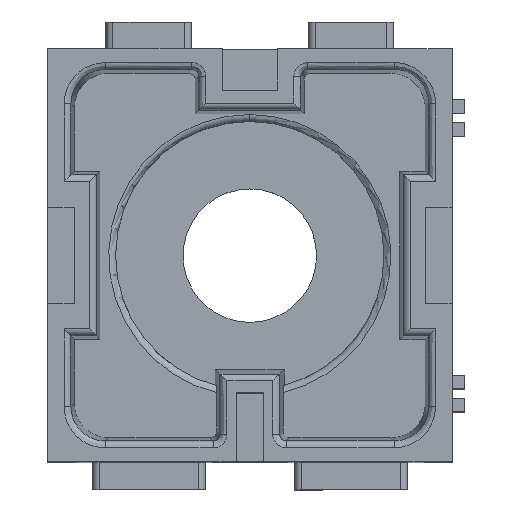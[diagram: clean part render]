
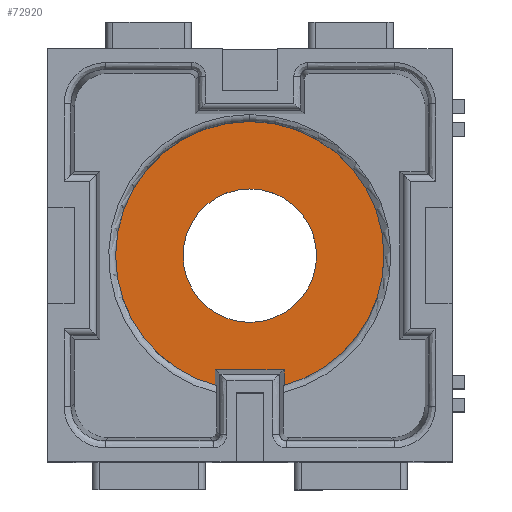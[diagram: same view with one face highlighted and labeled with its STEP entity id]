
A CAD part, top view. The second image highlights one B-rep face of the part: STEP entity #72920.
In plain terms, the highlighted face is planar.
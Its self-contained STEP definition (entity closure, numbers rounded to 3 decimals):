
#20870=CARTESIAN_POINT('',(38.848,63.257,-26.424)
);
#20880=VERTEX_POINT('',#20870);
#20910=CARTESIAN_POINT('',(38.848,63.257,-4.559)
);
#20920=DIRECTION('',(0.,0.,-1.));
#20930=VECTOR('',#20920,1.);
#20940=LINE('',#20910,#20930);
#20950=CARTESIAN_POINT('',(38.848,63.257,-25.3)
);
#20960=VERTEX_POINT('',#20950);
#20970=EDGE_CURVE('',#20960,#20880,#20940,.T.);
#42310=CARTESIAN_POINT('',(43.848,63.257,-25.3)
);
#42320=VERTEX_POINT('',#42310);
#42370=CARTESIAN_POINT('',(43.848,63.257,-4.559)
);
#42380=DIRECTION('',(0.,0.,1.));
#42390=VECTOR('',#42380,1.);
#42400=LINE('',#42370,#42390);
#42410=CARTESIAN_POINT('',(43.848,63.257,-26.424)
);
#42420=VERTEX_POINT('',#42410);
#42430=EDGE_CURVE('',#42420,#42320,#42400,.T.);
#67900=CARTESIAN_POINT('',(36.498,63.257,-17.)
);
#67910=VERTEX_POINT('',#67900);
#67940=CARTESIAN_POINT('',(41.348,63.257,-17.)
);
#67950=DIRECTION('',(0.,1.,0.));
#67960=DIRECTION('',(1.,0.,0.));
#67970=AXIS2_PLACEMENT_3D('',#67940,#67950,#67960);
#67980=CIRCLE('',#67970,4.85);
#67990=CARTESIAN_POINT('',(46.198,63.257,-17.)
);
#68000=VERTEX_POINT('',#67990);
#68010=EDGE_CURVE('',#67910,#68000,#67980,.T.);
#72570=CARTESIAN_POINT('',(34.458,63.257,
-11.104));
#72580=DIRECTION('',(0.,-1.,0.));
#72590=DIRECTION('',(1.,0.,0.));
#72600=AXIS2_PLACEMENT_3D('',#72570,#72580,#72590);
#72610=PLANE('',#72600);
#72620=EDGE_CURVE('',#68000,#67910,#67980,.T.);
#72630=ORIENTED_EDGE('',*,*,#72620,.T.);
#72640=ORIENTED_EDGE('',*,*,#68010,.T.);
#72650=EDGE_LOOP('',(#72640,#72630));
#72660=FACE_BOUND('',#72650,.T.);
#72670=CARTESIAN_POINT('',(41.348,63.257,-17.));
#72680=DIRECTION('',(0.,-1.,0.));
#72690=DIRECTION('',(1.,0.,0.));
#72700=AXIS2_PLACEMENT_3D('',#72670,#72680,#72690);
#72710=CIRCLE('',#72700,9.75);
#72720=CARTESIAN_POINT('',(31.598,63.257,-17.));
#72730=VERTEX_POINT('',#72720);
#72740=EDGE_CURVE('',#72730,#20880,#72710,.T.);
#72750=ORIENTED_EDGE('',*,*,#72740,.T.);
#72760=CARTESIAN_POINT('',(51.098,63.257,-17.));
#72770=VERTEX_POINT('',#72760);
#72780=EDGE_CURVE('',#72770,#72730,#72710,.T.);
#72790=ORIENTED_EDGE('',*,*,#72780,.T.);
#72800=EDGE_CURVE('',#42420,#72770,#72710,.T.);
#72810=ORIENTED_EDGE('',*,*,#72800,.T.);
#72820=ORIENTED_EDGE('',*,*,#42430,.F.);
#72830=CARTESIAN_POINT('',(27.154,63.257,
-25.3));
#72840=DIRECTION('',(-1.,0.,0.));
#72850=VECTOR('',#72840,1.);
#72860=LINE('',#72830,#72850);
#72870=EDGE_CURVE('',#42320,#20960,#72860,.T.);
#72880=ORIENTED_EDGE('',*,*,#72870,.F.);
#72890=ORIENTED_EDGE('',*,*,#20970,.F.);
#72900=EDGE_LOOP('',(#72890,#72880,#72820,#72810,#72790,#72750));
#72910=FACE_OUTER_BOUND('',#72900,.T.);
#72920=ADVANCED_FACE('',(#72660,#72910),#72610,.T.);
